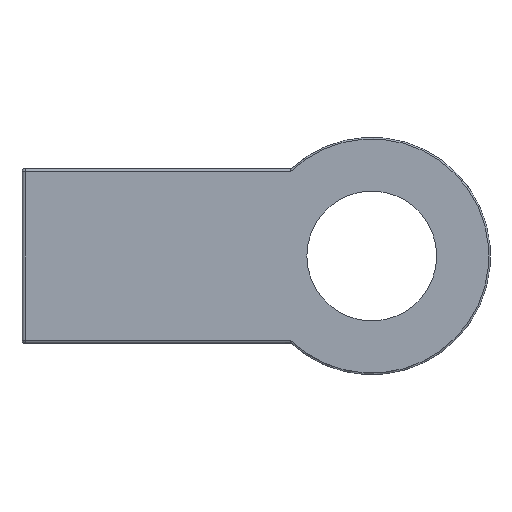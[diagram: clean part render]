
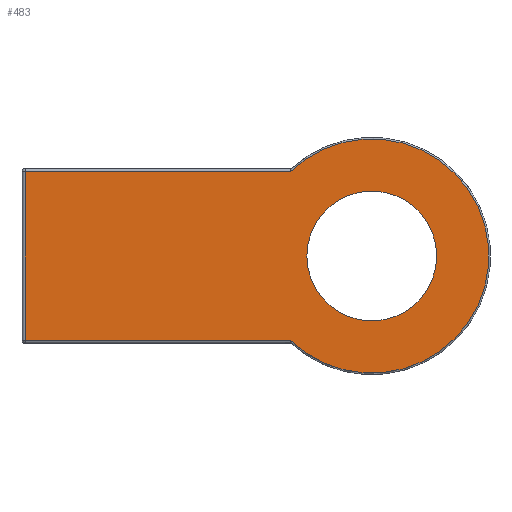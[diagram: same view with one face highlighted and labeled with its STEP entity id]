
A CAD part, front view. The second image highlights one B-rep face of the part: STEP entity #483.
In plain terms, the highlighted planar face has unit normal (0, -1, 0).
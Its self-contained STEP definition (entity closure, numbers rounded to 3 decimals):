
#14=FACE_BOUND('',#98,.T.);
#69=FACE_OUTER_BOUND('',#97,.T.);
#97=EDGE_LOOP('',(#415,#416,#417,#418));
#98=EDGE_LOOP('',(#419));
#115=LINE('',#889,#144);
#117=LINE('',#892,#146);
#120=LINE('',#896,#149);
#144=VECTOR('',#670,10.);
#146=VECTOR('',#674,10.);
#149=VECTOR('',#679,10.);
#171=CIRCLE('',#526,7.4);
#185=CIRCLE('',#558,4.1);
#208=VERTEX_POINT('',#825);
#209=VERTEX_POINT('',#836);
#213=VERTEX_POINT('',#856);
#216=VERTEX_POINT('',#863);
#224=VERTEX_POINT('',#913);
#253=EDGE_CURVE('',#209,#208,#171,.T.);
#274=EDGE_CURVE('',#208,#216,#115,.T.);
#276=EDGE_CURVE('',#216,#213,#117,.T.);
#279=EDGE_CURVE('',#213,#209,#120,.T.);
#287=EDGE_CURVE('',#224,#224,#185,.T.);
#415=ORIENTED_EDGE('',*,*,#279,.F.);
#416=ORIENTED_EDGE('',*,*,#276,.F.);
#417=ORIENTED_EDGE('',*,*,#274,.F.);
#418=ORIENTED_EDGE('',*,*,#253,.F.);
#419=ORIENTED_EDGE('',*,*,#287,.T.);
#426=PLANE('',#561);
#483=ADVANCED_FACE('',(#69,#14),#426,.T.);
#526=AXIS2_PLACEMENT_3D('',#847,#616,#617);
#558=AXIS2_PLACEMENT_3D('',#914,#700,#701);
#561=AXIS2_PLACEMENT_3D('',#918,#707,#708);
#616=DIRECTION('center_axis',(0.,1.,0.));
#617=DIRECTION('ref_axis',(1.,0.,0.));
#670=DIRECTION('',(-1.,0.,0.));
#674=DIRECTION('',(0.,0.,1.));
#679=DIRECTION('',(1.,0.,0.));
#700=DIRECTION('center_axis',(0.,1.,0.));
#701=DIRECTION('ref_axis',(1.,0.,0.));
#707=DIRECTION('center_axis',(0.,-1.,0.));
#708=DIRECTION('ref_axis',(0.,0.,
1.));
#825=CARTESIAN_POINT('',(2.161,-1.75,-5.325));
#836=CARTESIAN_POINT('',(2.161,-1.75,5.325));
#847=CARTESIAN_POINT('Origin',(7.3,-1.75,0.));
#856=CARTESIAN_POINT('',(-14.6,-1.75,5.325));
#863=CARTESIAN_POINT('',(-14.6,-1.75,-5.325));
#889=CARTESIAN_POINT('',(-10.3,-1.75,-5.325));
#892=CARTESIAN_POINT('',(-14.6,-1.75,2.763));
#896=CARTESIAN_POINT('',(-1.3,-1.75,5.325));
#913=CARTESIAN_POINT('',(3.2,-1.75,0.));
#914=CARTESIAN_POINT('Origin',(7.3,-1.75,0.));
#918=CARTESIAN_POINT('Origin',(-5.8,-1.75,0.));
